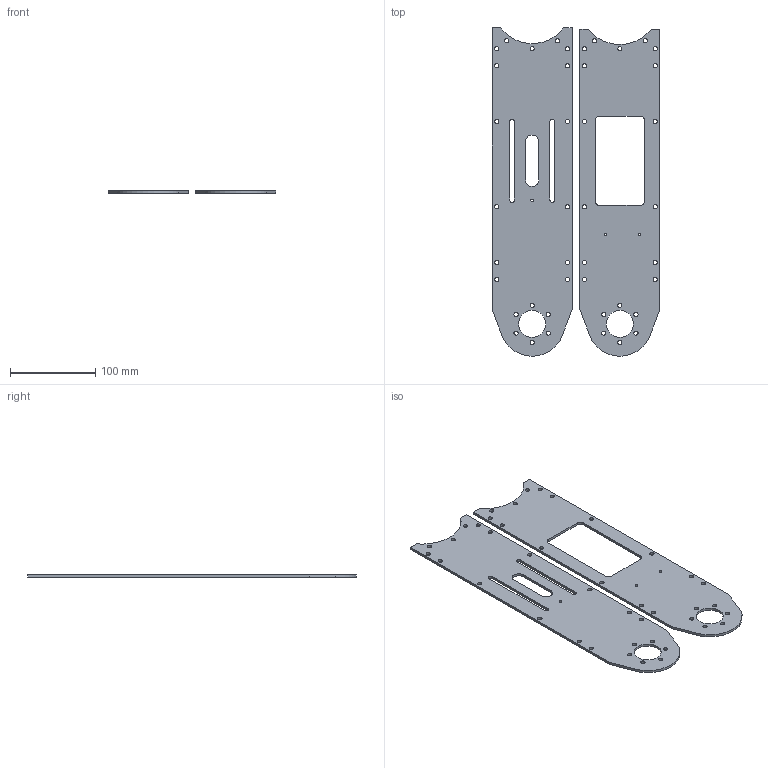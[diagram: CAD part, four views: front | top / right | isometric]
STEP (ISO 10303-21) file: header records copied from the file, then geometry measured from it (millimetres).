
FILE_DESCRIPTION(/* description */ (''),/* implementation_level */ '2;1');
FILE_NAME(/* name */ 'blacha 430x240 v11.step',/* time_stamp */ '2024-05-28T16:44:37+02:00',/* author */ (''),/* organization */ (''),/* preprocessor_version */ 'ST-DEVELOPER v20',/* originating_system */ 'Autodesk Translation Framework v13.14.0.145',/* authorisation */ '');
FILE_SCHEMA (('AUTOMOTIVE_DESIGN { 1 0 10303 214 3 1 1 }'));
Length unit declared in the file: millimetre
Products named in the file (3): blacha 430x240; Przegub 3; Przegub 3 back
Assembly tree (2 placements, depth 2):
  blacha 430x240
    Przegub 3
    Przegub 3 back
Bounding box: 197 x 385.67 x 3 mm (x, y, z)
Volume: 171637.4 mm3; surface area: 125202.2 mm2
Topology: 2 solids, 2 shells, 87 faces, 249 edges, 166 vertices
Faces by surface type: cylinder 61, plane 26
Full cylindrical faces by diameter (mm): 3 x3, 5 x42, 32 x2
Entity records: 3201 total; most frequent: DIRECTION 555, CARTESIAN_POINT 507, ORIENTED_EDGE 498, EDGE_CURVE 249, AXIS2_PLACEMENT_3D 214, EDGE_LOOP 189, VERTEX_POINT 166, LINE 127
